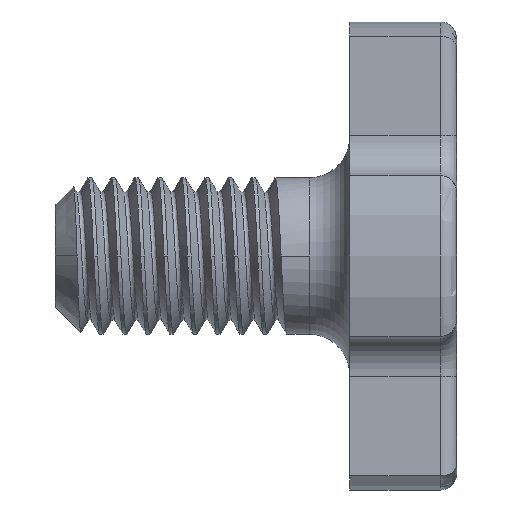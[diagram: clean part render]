
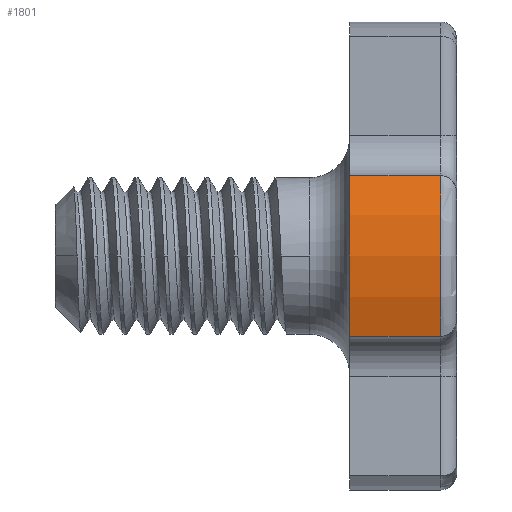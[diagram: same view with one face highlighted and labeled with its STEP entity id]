
A CAD part, front view. The second image highlights one B-rep face of the part: STEP entity #1801.
In plain terms, the highlighted cylindrical face has radius 17.5 mm (diameter 35 mm), a partial arc.
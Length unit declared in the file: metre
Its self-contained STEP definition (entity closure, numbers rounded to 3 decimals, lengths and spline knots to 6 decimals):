
#26 = VECTOR ( 'NONE', #4671, 1. ) ;
#185 = CARTESIAN_POINT ( 'NONE',  ( -0.006, -0.016439, -0.008 ) ) ;
#212 = CARTESIAN_POINT ( 'NONE',  ( 0., 0., -0.008 ) ) ;
#286 = VERTEX_POINT ( 'NONE', #1393 ) ;
#293 = ORIENTED_EDGE ( 'NONE', *, *, #2304, .T. ) ;
#888 = CARTESIAN_POINT ( 'NONE',  ( 0., 0., 0. ) ) ;
#1159 = CYLINDRICAL_SURFACE ( 'NONE', #2445, 0.0175 ) ;
#1249 = VERTEX_POINT ( 'NONE', #4066 ) ;
#1363 = EDGE_CURVE ( 'NONE', #286, #2040, #4254, .T. ) ;
#1393 = CARTESIAN_POINT ( 'NONE',  ( -0.006, -0.016439, 0. ) ) ;
#1436 = DIRECTION ( 'NONE',  ( 0., 0., 1. ) ) ;
#1626 = DIRECTION ( 'NONE',  ( 1., 0., 0. ) ) ;
#1657 = FACE_OUTER_BOUND ( 'NONE', #4699, .T. ) ;
#1660 = AXIS2_PLACEMENT_3D ( 'NONE', #888, #2800, #1893 ) ;
#1801 = ADVANCED_FACE ( 'NONE', ( #1657 ), #1159, .T. ) ;
#1893 = DIRECTION ( 'NONE',  ( 1., 0., 0. ) ) ;
#1967 = CARTESIAN_POINT ( 'NONE',  ( 0.006, -0.016439, -0.008 ) ) ;
#2040 = VERTEX_POINT ( 'NONE', #2526 ) ;
#2304 = EDGE_CURVE ( 'NONE', #5908, #1249, #3844, .T. ) ;
#2319 = AXIS2_PLACEMENT_3D ( 'NONE', #2410, #1436, #4216 ) ;
#2410 = CARTESIAN_POINT ( 'NONE',  ( 0., 0., -0.0068 ) ) ;
#2445 = AXIS2_PLACEMENT_3D ( 'NONE', #212, #4840, #1626 ) ;
#2526 = CARTESIAN_POINT ( 'NONE',  ( 0.006, -0.016439, 0. ) ) ;
#2800 = DIRECTION ( 'NONE',  ( 0., 0., 1. ) ) ;
#2853 = EDGE_CURVE ( 'NONE', #1249, #2040, #4678, .T. ) ;
#2860 = ORIENTED_EDGE ( 'NONE', *, *, #1363, .F. ) ;
#3384 = EDGE_CURVE ( 'NONE', #5908, #286, #3829, .T. ) ;
#3829 = LINE ( 'NONE', #185, #26 ) ;
#3844 = CIRCLE ( 'NONE', #2319, 0.0175 ) ;
#3959 = CARTESIAN_POINT ( 'NONE',  ( -0.006, -0.016439, -0.0068 ) ) ;
#4066 = CARTESIAN_POINT ( 'NONE',  ( 0.006, -0.016439, -0.0068 ) ) ;
#4215 = ORIENTED_EDGE ( 'NONE', *, *, #2853, .T. ) ;
#4216 = DIRECTION ( 'NONE',  ( 1., 0., 0. ) ) ;
#4254 = CIRCLE ( 'NONE', #1660, 0.0175 ) ;
#4669 = ORIENTED_EDGE ( 'NONE', *, *, #3384, .F. ) ;
#4671 = DIRECTION ( 'NONE',  ( 0., 0., 1. ) ) ;
#4678 = LINE ( 'NONE', #1967, #4878 ) ;
#4699 = EDGE_LOOP ( 'NONE', ( #4669, #293, #4215, #2860 ) ) ;
#4840 = DIRECTION ( 'NONE',  ( 0., 0., 1. ) ) ;
#4878 = VECTOR ( 'NONE', #5684, 1. ) ;
#5684 = DIRECTION ( 'NONE',  ( 0., 0., 1. ) ) ;
#5908 = VERTEX_POINT ( 'NONE', #3959 ) ;
